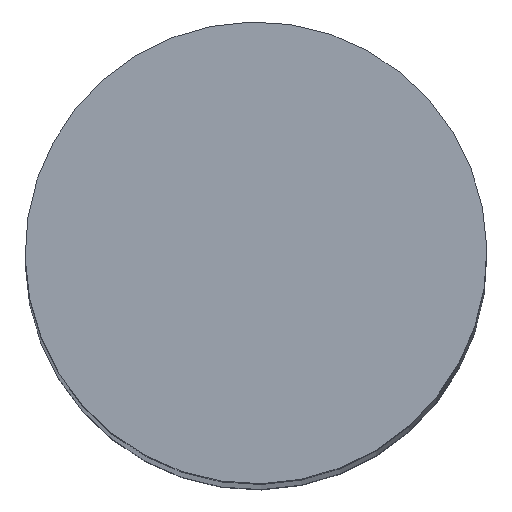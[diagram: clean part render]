
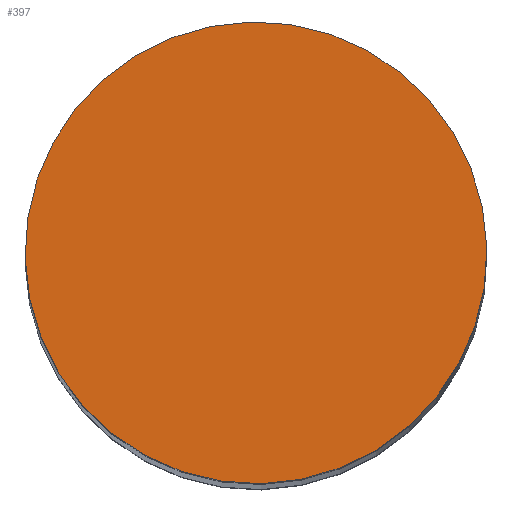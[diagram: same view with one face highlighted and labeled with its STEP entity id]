
A CAD part, top view. The second image highlights one B-rep face of the part: STEP entity #397.
In plain terms, the highlighted planar face has unit normal (0, 0, 1).
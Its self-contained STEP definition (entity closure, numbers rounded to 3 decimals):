
#283=CARTESIAN_POINT('Vertex',(0.719,1.316,15.)) ;
#286=CARTESIAN_POINT('Axis2P3D Location',(0.,0.,15.)) ;
#290=CARTESIAN_POINT('Vertex',(-0.719,-1.316,15.)) ;
#310=CARTESIAN_POINT('Axis2P3D Location',(0.,0.,15.)) ;
#388=CARTESIAN_POINT('Axis2P3D Location',(0.,0.,15.)) ;
#287=DIRECTION('Axis2P3D Direction',(0.,0.,-1.)) ;
#311=DIRECTION('Axis2P3D Direction',(0.,0.,-1.)) ;
#389=DIRECTION('Axis2P3D Direction',(0.,0.,-1.)) ;
#390=DIRECTION('Axis2P3D XDirection',(1.,0.,0.)) ;
#288=AXIS2_PLACEMENT_3D('Circle Axis2P3D',#286,#287,$) ;
#312=AXIS2_PLACEMENT_3D('Circle Axis2P3D',#310,#311,$) ;
#391=AXIS2_PLACEMENT_3D('Plane Axis2P3D',#388,#389,#390) ;
#394=ORIENTED_EDGE('',*,*,#292,.F.) ;
#395=ORIENTED_EDGE('',*,*,#314,.F.) ;
#397=ADVANCED_FACE('Corps principal',(#396),#392,.F.) ;
#289=CIRCLE('generated circle',#288,1.5) ;
#313=CIRCLE('generated circle',#312,1.5) ;
#292=EDGE_CURVE('',#284,#291,#289,.T.) ;
#314=EDGE_CURVE('',#291,#284,#313,.T.) ;
#393=EDGE_LOOP('',(#394,#395)) ;
#396=FACE_OUTER_BOUND('',#393,.T.) ;
#392=PLANE('Plane',#391) ;
#284=VERTEX_POINT('',#283) ;
#291=VERTEX_POINT('',#290) ;
